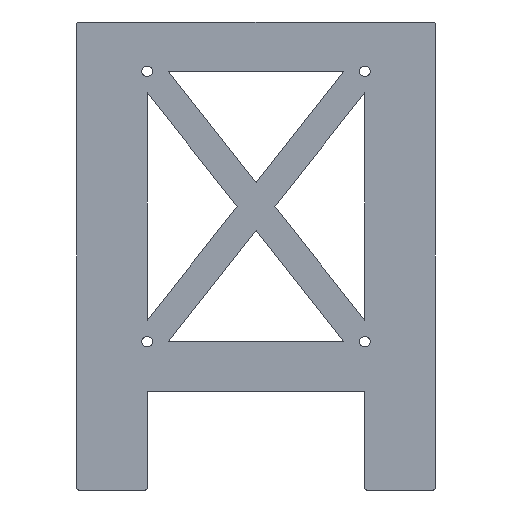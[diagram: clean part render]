
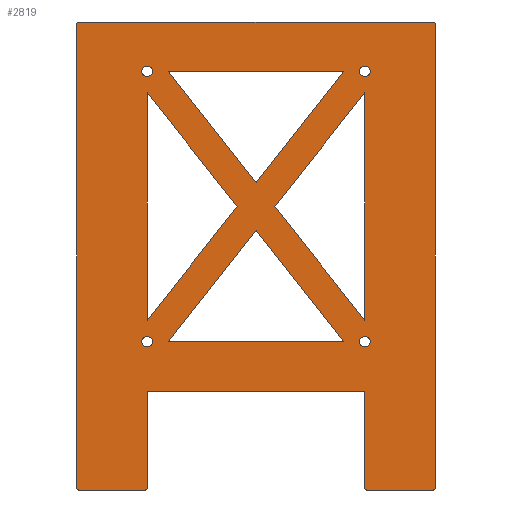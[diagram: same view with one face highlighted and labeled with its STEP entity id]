
A CAD part, front view. The second image highlights one B-rep face of the part: STEP entity #2819.
In plain terms, the highlighted planar face has unit normal (0, -1, 0).
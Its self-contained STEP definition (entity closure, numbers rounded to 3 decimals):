
#118=FACE_BOUND('',#426,.T.);
#119=FACE_BOUND('',#427,.T.);
#120=FACE_BOUND('',#428,.T.);
#121=FACE_BOUND('',#429,.T.);
#122=FACE_BOUND('',#430,.T.);
#123=FACE_BOUND('',#431,.T.);
#124=FACE_BOUND('',#432,.T.);
#125=FACE_BOUND('',#433,.T.);
#179=PLANE('',#3029);
#268=FACE_OUTER_BOUND('',#425,.T.);
#425=EDGE_LOOP('',(#1978,#1979,#1980,#1981,#1982,#1983,#1984,#1985,#1986,
#1987,#1988,#1989,#1990,#1991));
#426=EDGE_LOOP('',(#1992));
#427=EDGE_LOOP('',(#1993));
#428=EDGE_LOOP('',(#1994));
#429=EDGE_LOOP('',(#1995));
#430=EDGE_LOOP('',(#1996,#1997,#1998));
#431=EDGE_LOOP('',(#1999,#2000,#2001));
#432=EDGE_LOOP('',(#2002,#2003,#2004));
#433=EDGE_LOOP('',(#2005,#2006,#2007));
#631=LINE('',#4099,#875);
#648=LINE('',#4153,#892);
#651=LINE('',#4160,#895);
#652=LINE('',#4164,#896);
#653=LINE('',#4166,#897);
#654=LINE('',#4168,#898);
#655=LINE('',#4172,#899);
#656=LINE('',#4175,#900);
#657=LINE('',#4186,#901);
#658=LINE('',#4188,#902);
#659=LINE('',#4189,#903);
#660=LINE('',#4192,#904);
#661=LINE('',#4194,#905);
#662=LINE('',#4195,#906);
#663=LINE('',#4198,#907);
#664=LINE('',#4200,#908);
#665=LINE('',#4201,#909);
#666=LINE('',#4204,#910);
#667=LINE('',#4206,#911);
#668=LINE('',#4207,#912);
#875=VECTOR('',#3302,10.);
#892=VECTOR('',#3353,10.);
#895=VECTOR('',#3362,10.);
#896=VECTOR('',#3365,10.);
#897=VECTOR('',#3366,10.);
#898=VECTOR('',#3367,10.);
#899=VECTOR('',#3370,10.);
#900=VECTOR('',#3373,10.);
#901=VECTOR('',#3382,10.);
#902=VECTOR('',#3383,10.);
#903=VECTOR('',#3384,10.);
#904=VECTOR('',#3385,10.);
#905=VECTOR('',#3386,10.);
#906=VECTOR('',#3387,10.);
#907=VECTOR('',#3388,10.);
#908=VECTOR('',#3389,10.);
#909=VECTOR('',#3390,10.);
#910=VECTOR('',#3391,10.);
#911=VECTOR('',#3392,10.);
#912=VECTOR('',#3393,10.);
#1114=CIRCLE('',#3004,0.5);
#1126=CIRCLE('',#3023,0.5);
#1128=CIRCLE('',#3028,0.5);
#1129=CIRCLE('',#3030,0.5);
#1130=CIRCLE('',#3031,0.5);
#1131=CIRCLE('',#3032,0.5);
#1132=CIRCLE('',#3033,1.5);
#1133=CIRCLE('',#3034,1.5);
#1134=CIRCLE('',#3035,1.5);
#1135=CIRCLE('',#3036,1.5);
#1229=VERTEX_POINT('',#4078);
#1230=VERTEX_POINT('',#4080);
#1237=VERTEX_POINT('',#4098);
#1253=VERTEX_POINT('',#4140);
#1256=VERTEX_POINT('',#4150);
#1257=VERTEX_POINT('',#4152);
#1258=VERTEX_POINT('',#4156);
#1259=VERTEX_POINT('',#4161);
#1260=VERTEX_POINT('',#4163);
#1261=VERTEX_POINT('',#4165);
#1262=VERTEX_POINT('',#4167);
#1263=VERTEX_POINT('',#4169);
#1264=VERTEX_POINT('',#4171);
#1265=VERTEX_POINT('',#4173);
#1266=VERTEX_POINT('',#4176);
#1267=VERTEX_POINT('',#4178);
#1268=VERTEX_POINT('',#4180);
#1269=VERTEX_POINT('',#4182);
#1270=VERTEX_POINT('',#4184);
#1271=VERTEX_POINT('',#4185);
#1272=VERTEX_POINT('',#4187);
#1273=VERTEX_POINT('',#4190);
#1274=VERTEX_POINT('',#4191);
#1275=VERTEX_POINT('',#4193);
#1276=VERTEX_POINT('',#4196);
#1277=VERTEX_POINT('',#4197);
#1278=VERTEX_POINT('',#4199);
#1279=VERTEX_POINT('',#4202);
#1280=VERTEX_POINT('',#4203);
#1281=VERTEX_POINT('',#4205);
#1505=EDGE_CURVE('',#1229,#1230,#1114,.T.);
#1514=EDGE_CURVE('',#1230,#1237,#631,.F.);
#1535=EDGE_CURVE('',#1237,#1253,#1126,.T.);
#1541=EDGE_CURVE('',#1257,#1256,#648,.T.);
#1543=EDGE_CURVE('',#1257,#1258,#1128,.T.);
#1545=EDGE_CURVE('',#1258,#1229,#651,.T.);
#1546=EDGE_CURVE('',#1259,#1256,#1129,.T.);
#1547=EDGE_CURVE('',#1259,#1260,#652,.T.);
#1548=EDGE_CURVE('',#1260,#1261,#653,.T.);
#1549=EDGE_CURVE('',#1261,#1262,#654,.T.);
#1550=EDGE_CURVE('',#1263,#1262,#1130,.T.);
#1551=EDGE_CURVE('',#1263,#1264,#655,.T.);
#1552=EDGE_CURVE('',#1265,#1264,#1131,.T.);
#1553=EDGE_CURVE('',#1253,#1265,#656,.T.);
#1554=EDGE_CURVE('',#1266,#1266,#1132,.T.);
#1555=EDGE_CURVE('',#1267,#1267,#1133,.T.);
#1556=EDGE_CURVE('',#1268,#1268,#1134,.T.);
#1557=EDGE_CURVE('',#1269,#1269,#1135,.T.);
#1558=EDGE_CURVE('',#1270,#1271,#657,.T.);
#1559=EDGE_CURVE('',#1271,#1272,#658,.T.);
#1560=EDGE_CURVE('',#1272,#1270,#659,.T.);
#1561=EDGE_CURVE('',#1273,#1274,#660,.T.);
#1562=EDGE_CURVE('',#1274,#1275,#661,.T.);
#1563=EDGE_CURVE('',#1275,#1273,#662,.T.);
#1564=EDGE_CURVE('',#1276,#1277,#663,.T.);
#1565=EDGE_CURVE('',#1277,#1278,#664,.T.);
#1566=EDGE_CURVE('',#1278,#1276,#665,.T.);
#1567=EDGE_CURVE('',#1279,#1280,#666,.T.);
#1568=EDGE_CURVE('',#1280,#1281,#667,.T.);
#1569=EDGE_CURVE('',#1281,#1279,#668,.T.);
#1978=ORIENTED_EDGE('',*,*,#1505,.F.);
#1979=ORIENTED_EDGE('',*,*,#1545,.F.);
#1980=ORIENTED_EDGE('',*,*,#1543,.F.);
#1981=ORIENTED_EDGE('',*,*,#1541,.T.);
#1982=ORIENTED_EDGE('',*,*,#1546,.F.);
#1983=ORIENTED_EDGE('',*,*,#1547,.T.);
#1984=ORIENTED_EDGE('',*,*,#1548,.T.);
#1985=ORIENTED_EDGE('',*,*,#1549,.T.);
#1986=ORIENTED_EDGE('',*,*,#1550,.F.);
#1987=ORIENTED_EDGE('',*,*,#1551,.T.);
#1988=ORIENTED_EDGE('',*,*,#1552,.F.);
#1989=ORIENTED_EDGE('',*,*,#1553,.F.);
#1990=ORIENTED_EDGE('',*,*,#1535,.F.);
#1991=ORIENTED_EDGE('',*,*,#1514,.F.);
#1992=ORIENTED_EDGE('',*,*,#1554,.T.);
#1993=ORIENTED_EDGE('',*,*,#1555,.T.);
#1994=ORIENTED_EDGE('',*,*,#1556,.T.);
#1995=ORIENTED_EDGE('',*,*,#1557,.T.);
#1996=ORIENTED_EDGE('',*,*,#1558,.T.);
#1997=ORIENTED_EDGE('',*,*,#1559,.T.);
#1998=ORIENTED_EDGE('',*,*,#1560,.T.);
#1999=ORIENTED_EDGE('',*,*,#1561,.T.);
#2000=ORIENTED_EDGE('',*,*,#1562,.T.);
#2001=ORIENTED_EDGE('',*,*,#1563,.T.);
#2002=ORIENTED_EDGE('',*,*,#1564,.T.);
#2003=ORIENTED_EDGE('',*,*,#1565,.T.);
#2004=ORIENTED_EDGE('',*,*,#1566,.T.);
#2005=ORIENTED_EDGE('',*,*,#1567,.T.);
#2006=ORIENTED_EDGE('',*,*,#1568,.T.);
#2007=ORIENTED_EDGE('',*,*,#1569,.T.);
#2819=ADVANCED_FACE('',(#268,#118,#119,#120,#121,#122,#123,#124,#125),#179,
 .F.);
#3004=AXIS2_PLACEMENT_3D('',#4081,#3285,#3286);
#3023=AXIS2_PLACEMENT_3D('',#4141,#3341,#3342);
#3028=AXIS2_PLACEMENT_3D('',#4157,#3357,#3358);
#3029=AXIS2_PLACEMENT_3D('',#4159,#3360,#3361);
#3030=AXIS2_PLACEMENT_3D('',#4162,#3363,#3364);
#3031=AXIS2_PLACEMENT_3D('',#4170,#3368,#3369);
#3032=AXIS2_PLACEMENT_3D('',#4174,#3371,#3372);
#3033=AXIS2_PLACEMENT_3D('',#4177,#3374,#3375);
#3034=AXIS2_PLACEMENT_3D('',#4179,#3376,#3377);
#3035=AXIS2_PLACEMENT_3D('',#4181,#3378,#3379);
#3036=AXIS2_PLACEMENT_3D('',#4183,#3380,#3381);
#3285=DIRECTION('center_axis',(0.,1.,0.));
#3286=DIRECTION('ref_axis',(-0.707,0.,0.707));
#3302=DIRECTION('',(-1.,0.,0.));
#3341=DIRECTION('center_axis',(0.,1.,0.));
#3342=DIRECTION('ref_axis',(0.707,0.,0.707));
#3353=DIRECTION('',(1.,0.,0.));
#3357=DIRECTION('center_axis',(0.,1.,0.));
#3358=DIRECTION('ref_axis',(-0.707,0.,-0.707));
#3360=DIRECTION('center_axis',(0.,1.,0.));
#3361=DIRECTION('ref_axis',(0.,0.,1.));
#3362=DIRECTION('',(0.,0.,1.));
#3363=DIRECTION('center_axis',(0.,1.,0.));
#3364=DIRECTION('ref_axis',(0.707,0.,-0.707));
#3365=DIRECTION('',(0.,0.,1.));
#3366=DIRECTION('',(1.,0.,0.));
#3367=DIRECTION('',(0.,0.,-1.));
#3368=DIRECTION('center_axis',(0.,1.,0.));
#3369=DIRECTION('ref_axis',(-0.707,0.,-0.707));
#3370=DIRECTION('',(1.,0.,0.));
#3371=DIRECTION('center_axis',(0.,1.,0.));
#3372=DIRECTION('ref_axis',(0.707,0.,-0.707));
#3373=DIRECTION('',(0.,0.,-1.));
#3374=DIRECTION('center_axis',(0.,1.,0.));
#3375=DIRECTION('ref_axis',(-1.,0.,0.));
#3376=DIRECTION('center_axis',(0.,1.,0.));
#3377=DIRECTION('ref_axis',(-1.,0.,0.));
#3378=DIRECTION('center_axis',(0.,1.,0.));
#3379=DIRECTION('ref_axis',(-1.,0.,0.));
#3380=DIRECTION('center_axis',(0.,1.,0.));
#3381=DIRECTION('ref_axis',(-1.,0.,0.));
#3382=DIRECTION('',(0.62,0.,-0.785));
#3383=DIRECTION('',(-1.,0.,0.));
#3384=DIRECTION('',(0.62,0.,0.785));
#3385=DIRECTION('',(0.62,0.,0.785));
#3386=DIRECTION('',(0.,0.,-1.));
#3387=DIRECTION('',(-0.62,0.,0.785));
#3388=DIRECTION('',(0.62,0.,-0.785));
#3389=DIRECTION('',(-0.62,0.,-0.785));
#3390=DIRECTION('',(0.,0.,1.));
#3391=DIRECTION('',(1.,0.,0.));
#3392=DIRECTION('',(-0.62,0.,-0.785));
#3393=DIRECTION('',(-0.62,0.,0.785));
#4078=CARTESIAN_POINT('',(-25.,2.,23.));
#4080=CARTESIAN_POINT('',(-24.5,2.,23.5));
#4081=CARTESIAN_POINT('Origin',(-24.5,2.,23.));
#4098=CARTESIAN_POINT('',(76.1,2.,23.5));
#4099=CARTESIAN_POINT('',(-25.,2.,23.5));
#4140=CARTESIAN_POINT('',(76.6,2.,23.));
#4141=CARTESIAN_POINT('Origin',(76.1,2.,23.));
#4150=CARTESIAN_POINT('',(-5.56,2.,-109.151));
#4152=CARTESIAN_POINT('',(-24.5,2.,-109.151));
#4153=CARTESIAN_POINT('',(-25.,2.,-109.151));
#4156=CARTESIAN_POINT('',(-25.,2.,-108.651));
#4157=CARTESIAN_POINT('Origin',(-24.5,2.,-108.651));
#4159=CARTESIAN_POINT('Origin',(-25.,2.,25.));
#4160=CARTESIAN_POINT('',(-25.,2.,-11.75));
#4161=CARTESIAN_POINT('',(-5.06,2.,-108.651));
#4162=CARTESIAN_POINT('Origin',(-5.56,2.,-108.651));
#4163=CARTESIAN_POINT('',(-5.06,2.,-81.117));
#4164=CARTESIAN_POINT('',(-5.06,2.,-28.058));
#4165=CARTESIAN_POINT('',(56.66,2.,-81.117));
#4166=CARTESIAN_POINT('',(15.83,2.,-81.117));
#4167=CARTESIAN_POINT('',(56.66,2.,-108.651));
#4168=CARTESIAN_POINT('',(56.66,2.,-42.076));
#4169=CARTESIAN_POINT('',(57.16,2.,-109.151));
#4170=CARTESIAN_POINT('Origin',(57.16,2.,-108.651));
#4171=CARTESIAN_POINT('',(76.1,2.,-109.151));
#4172=CARTESIAN_POINT('',(-25.,2.,-109.151));
#4173=CARTESIAN_POINT('',(76.6,2.,-108.651));
#4174=CARTESIAN_POINT('Origin',(76.1,2.,-108.651));
#4175=CARTESIAN_POINT('',(76.6,2.,-11.75));
#4176=CARTESIAN_POINT('',(58.16,2.,9.5));
#4177=CARTESIAN_POINT('Origin',(56.66,2.,9.5));
#4178=CARTESIAN_POINT('',(58.16,2.,-67.1));
#4179=CARTESIAN_POINT('Origin',(56.66,2.,-67.1));
#4180=CARTESIAN_POINT('',(-3.56,2.,9.5));
#4181=CARTESIAN_POINT('Origin',(-5.06,2.,9.5));
#4182=CARTESIAN_POINT('',(-3.56,2.,-67.1));
#4183=CARTESIAN_POINT('Origin',(-5.06,2.,-67.1));
#4184=CARTESIAN_POINT('',(25.8,2.,-35.601));
#4185=CARTESIAN_POINT('',(50.66,2.,-67.1));
#4186=CARTESIAN_POINT('',(13.745,2.,-20.327));
#4187=CARTESIAN_POINT('',(0.94,2.,-67.1));
#4188=CARTESIAN_POINT('',(-12.03,2.,-67.1));
#4189=CARTESIAN_POINT('',(30.787,2.,-29.283));
#4190=CARTESIAN_POINT('',(31.168,2.,-28.8));
#4191=CARTESIAN_POINT('',(56.66,2.,3.5));
#4192=CARTESIAN_POINT('',(46.217,2.,-9.732));
#4193=CARTESIAN_POINT('',(56.66,2.,-61.1));
#4194=CARTESIAN_POINT('',(56.66,2.,-18.05));
#4195=CARTESIAN_POINT('',(7.307,2.,1.433));
#4196=CARTESIAN_POINT('',(-5.06,2.,3.5));
#4197=CARTESIAN_POINT('',(20.432,2.,-28.8));
#4198=CARTESIAN_POINT('',(-1.368,2.,-1.177));
#4199=CARTESIAN_POINT('',(-5.06,2.,-61.1));
#4200=CARTESIAN_POINT('',(12.049,2.,-39.422));
#4201=CARTESIAN_POINT('',(-5.06,2.,14.25));
#4202=CARTESIAN_POINT('',(0.94,2.,9.5));
#4203=CARTESIAN_POINT('',(50.66,2.,9.5));
#4204=CARTESIAN_POINT('',(12.83,2.,9.5));
#4205=CARTESIAN_POINT('',(25.8,2.,-21.999));
#4206=CARTESIAN_POINT('',(27.479,2.,-19.871));
#4207=CARTESIAN_POINT('',(-7.807,2.,20.583));
